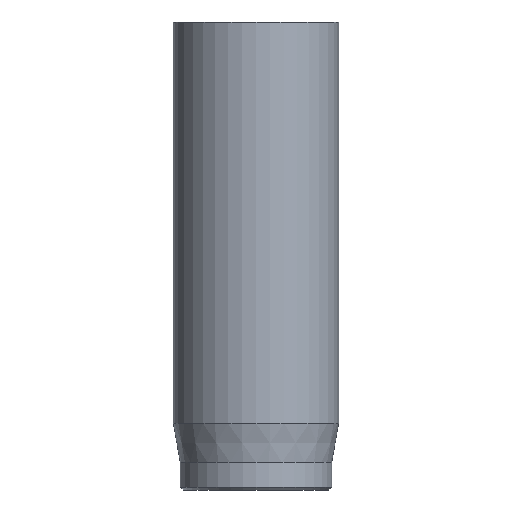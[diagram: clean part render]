
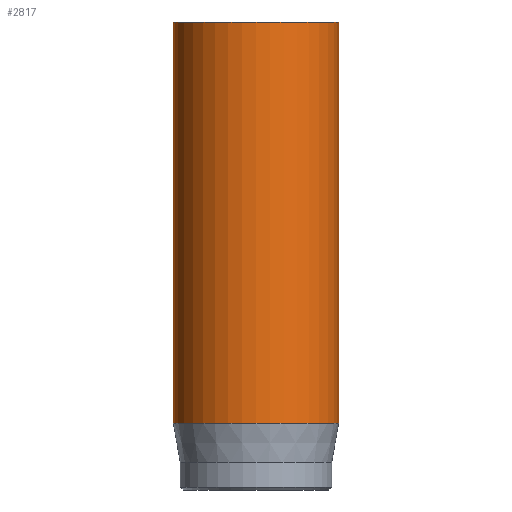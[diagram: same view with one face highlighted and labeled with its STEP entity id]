
A CAD part, front view. The second image highlights one B-rep face of the part: STEP entity #2817.
In plain terms, the highlighted cylindrical face has radius 3 mm (diameter 6 mm), a full revolution.
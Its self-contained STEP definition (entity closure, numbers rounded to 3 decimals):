
#48=CYLINDRICAL_SURFACE('',#3001,3.);
#66=CIRCLE('',#2999,3.);
#67=CIRCLE('',#3000,3.);
#68=CIRCLE('',#3002,3.);
#252=FACE_OUTER_BOUND('',#410,.T.);
#410=EDGE_LOOP('',(#2236,#2237,#2238,#2239,#2240));
#618=LINE('',#4765,#836);
#836=VECTOR('',#3319,3.);
#1257=VERTEX_POINT('',#4757);
#1258=VERTEX_POINT('',#4758);
#1259=VERTEX_POINT('',#4763);
#1627=EDGE_CURVE('',#1257,#1258,#66,.T.);
#1628=EDGE_CURVE('',#1258,#1257,#67,.T.);
#1630=EDGE_CURVE('',#1259,#1259,#68,.T.);
#1631=EDGE_CURVE('',#1259,#1257,#618,.T.);
#2236=ORIENTED_EDGE('',*,*,#1630,.T.);
#2237=ORIENTED_EDGE('',*,*,#1631,.T.);
#2238=ORIENTED_EDGE('',*,*,#1627,.T.);
#2239=ORIENTED_EDGE('',*,*,#1628,.T.);
#2240=ORIENTED_EDGE('',*,*,#1631,.F.);
#2817=ADVANCED_FACE('',(#252),#48,.T.);
#2999=AXIS2_PLACEMENT_3D('',#4759,#3310,#3311);
#3000=AXIS2_PLACEMENT_3D('',#4760,#3312,#3313);
#3001=AXIS2_PLACEMENT_3D('',#4762,#3315,#3316);
#3002=AXIS2_PLACEMENT_3D('',#4764,#3317,#3318);
#3310=DIRECTION('center_axis',(0.,0.,1.));
#3311=DIRECTION('ref_axis',(-1.,0.,0.));
#3312=DIRECTION('center_axis',(0.,0.,1.));
#3313=DIRECTION('ref_axis',(-1.,0.,0.));
#3315=DIRECTION('center_axis',(0.,0.,1.));
#3316=DIRECTION('ref_axis',(-1.,0.,0.));
#3317=DIRECTION('center_axis',(0.,0.,-1.));
#3318=DIRECTION('ref_axis',(-1.,0.,0.));
#3319=DIRECTION('',(0.,0.,-1.));
#4757=CARTESIAN_POINT('',(3.,0.,2.418));
#4758=CARTESIAN_POINT('',(-3.,0.,2.418));
#4759=CARTESIAN_POINT('Origin',(0.,0.,2.418));
#4760=CARTESIAN_POINT('Origin',(0.,0.,2.418));
#4762=CARTESIAN_POINT('Origin',(0.,0.,0.));
#4763=CARTESIAN_POINT('',(3.,0.,17.));
#4764=CARTESIAN_POINT('Origin',(0.,0.,17.));
#4765=CARTESIAN_POINT('',(3.,0.,0.));
